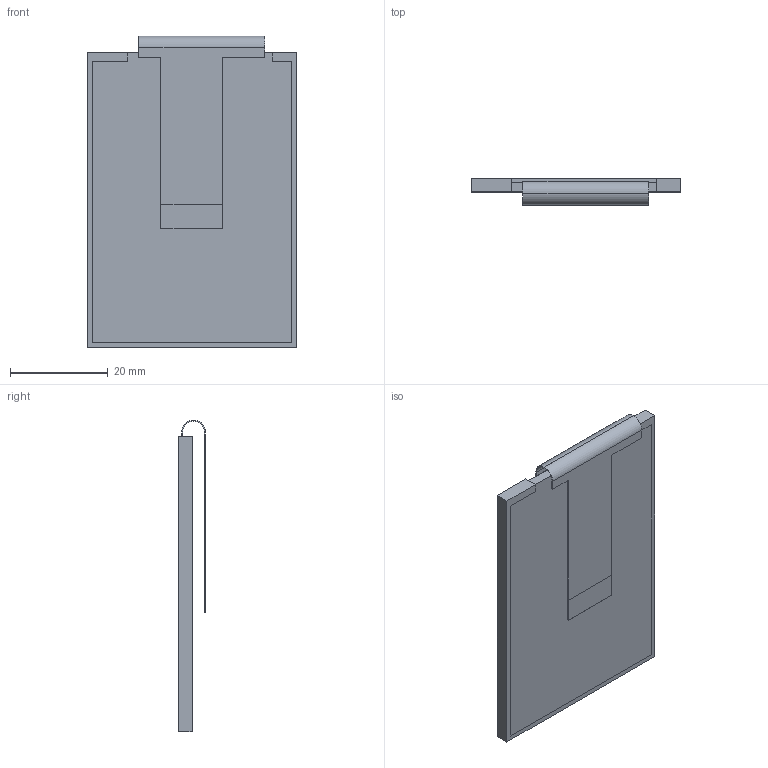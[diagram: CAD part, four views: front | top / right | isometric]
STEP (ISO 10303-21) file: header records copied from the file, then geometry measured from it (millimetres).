
FILE_DESCRIPTION (( 'STEP AP214' ), '1' );
FILE_NAME ('1024-001.STEP', '2022-09-23T18:34:51', ( '' ), ( '' ), 'SwSTEP 2.0', 'SolidWorks 2021', '' );
FILE_SCHEMA (( 'AUTOMOTIVE_DESIGN' ));
Length unit declared in the file: millimetre
Products named in the file (1): 1024-001
Bounding box: 42.72 x 5.55 x 63.66 mm (x, y, z)
Volume: 7109.7 mm3; surface area: 12595.7 mm2
Topology: 6 solids, 6 shells, 62 faces, 150 edges, 100 vertices
Faces by surface type: plane 58, cylinder 4
Entity records: 1949 total; most frequent: CARTESIAN_POINT 313, ORIENTED_EDGE 300, DIRECTION 284, EDGE_CURVE 150, LINE 142, VECTOR 142, VERTEX_POINT 100, AXIS2_PLACEMENT_3D 71
